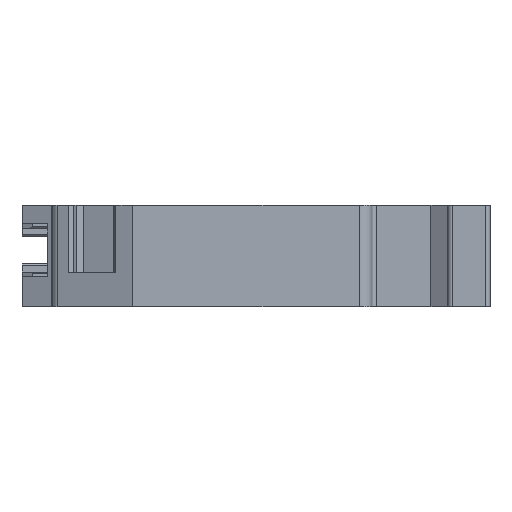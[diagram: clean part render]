
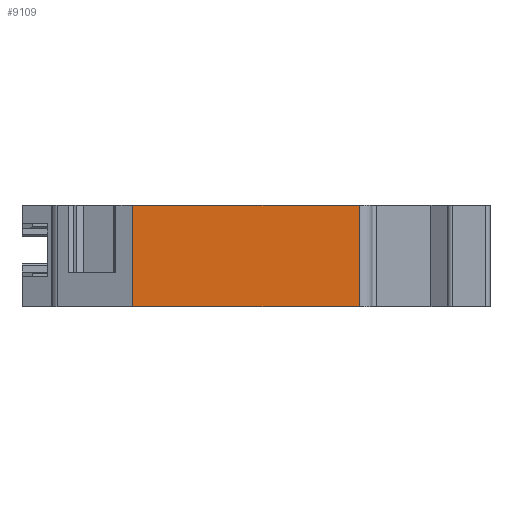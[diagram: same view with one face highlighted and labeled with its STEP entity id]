
A CAD part, left-side view. The second image highlights one B-rep face of the part: STEP entity #9109.
In plain terms, the highlighted planar face has unit normal (-1, 0, 0).
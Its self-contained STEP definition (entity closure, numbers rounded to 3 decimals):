
#505=DIRECTION('',(0.,-1.,0.));
#506=VECTOR('',#505,26.884);
#507=CARTESIAN_POINT('',(-34.2,33.084,2.));
#508=LINE('',#507,#506);
#1016=DIRECTION('',(0.,1.,0.));
#1017=VECTOR('',#1016,26.884);
#1018=CARTESIAN_POINT('',(-34.2,6.2,-10.));
#1019=LINE('',#1018,#1017);
#3216=DIRECTION('',(0.,0.,1.));
#3217=VECTOR('',#3216,12.);
#3218=CARTESIAN_POINT('',(-34.2,33.084,-10.));
#3219=LINE('',#3218,#3217);
#3349=DIRECTION('',(0.,0.,-1.));
#3350=VECTOR('',#3349,12.);
#3351=CARTESIAN_POINT('',(-34.2,6.2,2.));
#3352=LINE('',#3351,#3350);
#5123=CARTESIAN_POINT('',(-34.2,33.084,-10.));
#5124=VERTEX_POINT('',#5123);
#5125=CARTESIAN_POINT('',(-34.2,6.2,-10.));
#5126=VERTEX_POINT('',#5125);
#5283=CARTESIAN_POINT('',(-34.2,6.2,2.));
#5284=VERTEX_POINT('',#5283);
#5285=CARTESIAN_POINT('',(-34.2,33.084,2.));
#5286=VERTEX_POINT('',#5285);
#9097=CARTESIAN_POINT('',(-34.2,3.7,2.));
#9098=DIRECTION('',(1.,0.,0.));
#9099=DIRECTION('',(0.,-1.,0.));
#9100=AXIS2_PLACEMENT_3D('',#9097,#9098,#9099);
#9101=PLANE('',#9100);
#9103=ORIENTED_EDGE('',*,*,#9102,.T.);
#9104=ORIENTED_EDGE('',*,*,#6337,.T.);
#9105=ORIENTED_EDGE('',*,*,#8872,.T.);
#9106=ORIENTED_EDGE('',*,*,#6134,.T.);
#9107=EDGE_LOOP('',(#9103,#9104,#9105,#9106));
#9108=FACE_OUTER_BOUND('',#9107,.F.);
#6134=EDGE_CURVE('',#5286,#5284,#508,.T.);
#6337=EDGE_CURVE('',#5126,#5124,#1019,.T.);
#8872=EDGE_CURVE('',#5124,#5286,#3219,.T.);
#9102=EDGE_CURVE('',#5284,#5126,#3352,.T.);
#9109=ADVANCED_FACE('',(#9108),#9101,.F.);
